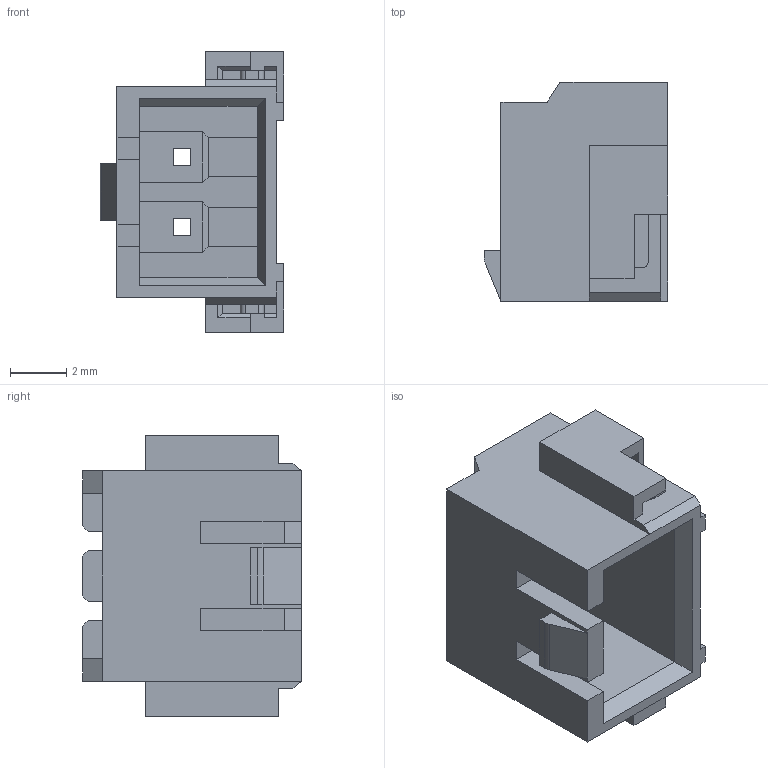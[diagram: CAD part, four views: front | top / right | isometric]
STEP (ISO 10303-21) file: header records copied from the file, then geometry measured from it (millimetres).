
FILE_DESCRIPTION((''),'2;1');
FILE_NAME('250-WTB-M-RA-SMT-HOUSING','2019-01-07T',('Administrator'),(''),'PRO/ENGINEER BY PARAMETRIC TECHNOLOGY CORPORATION, 2009440','PRO/ENGINEER BY PARAMETRIC TECHNOLOGY CORPORATION, 2009440','');
FILE_SCHEMA(('CONFIG_CONTROL_DESIGN'));
Length unit declared in the file: millimetre
Products named in the file (1): 250-WTB-M-RA-SMT-HOUSING
Bounding box: 6.55 x 7.8 x 10 mm (x, y, z)
Volume: 193.5 mm3; surface area: 495.9 mm2
Topology: 1 solids, 1 shells, 159 faces, 434 edges, 280 vertices
Faces by surface type: plane 154, cylinder 5
Entity records: 4940 total; most frequent: CARTESIAN_POINT 873, ORIENTED_EDGE 868, DIRECTION 762, EDGE_CURVE 434, VECTOR 424, LINE 424, VERTEX_POINT 280, AXIS2_PLACEMENT_3D 169
